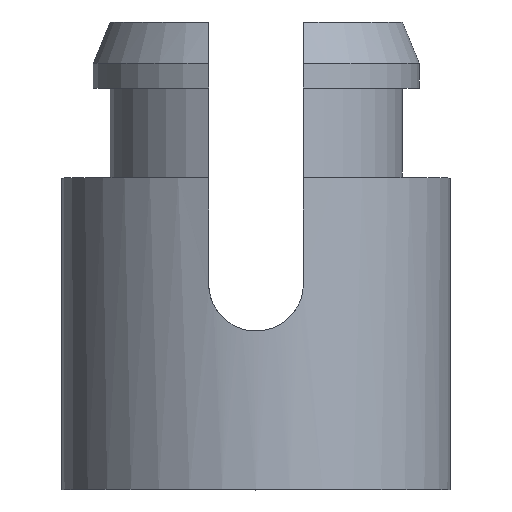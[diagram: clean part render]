
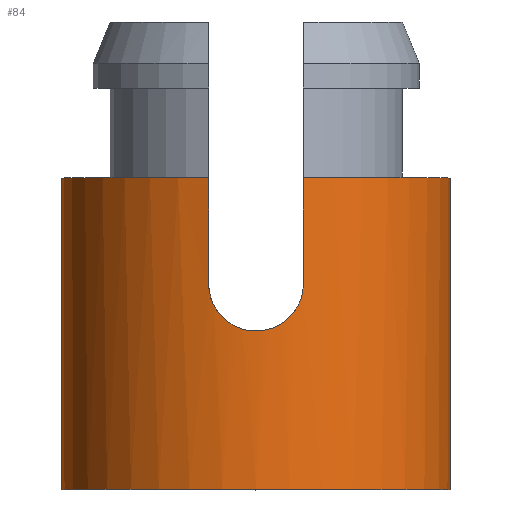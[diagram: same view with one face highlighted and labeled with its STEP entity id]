
A CAD part, top view. The second image highlights one B-rep face of the part: STEP entity #84.
In plain terms, the highlighted cylindrical face has radius 3.962 mm (diameter 7.925 mm), a partial arc.
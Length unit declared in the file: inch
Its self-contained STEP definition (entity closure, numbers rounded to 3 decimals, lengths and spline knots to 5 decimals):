
#60 = VERTEX_POINT ( 'NONE', #475 ) ;
#61 = EDGE_CURVE ( 'NONE', #60, #81, #474, .T. ) ;
#67 = ORIENTED_EDGE ( 'NONE', *, *, #61, .F. ) ;
#76 = EDGE_CURVE ( 'NONE', #79, #81, #504, .T. ) ;
#77 = EDGE_CURVE ( 'NONE', #78, #79, #500, .T. ) ;
#78 = VERTEX_POINT ( 'NONE', #495 ) ;
#79 = VERTEX_POINT ( 'NONE', #494 ) ;
#80 = ORIENTED_EDGE ( 'NONE', *, *, #76, .T. ) ;
#81 = VERTEX_POINT ( 'NONE', #493 ) ;
#82 = ORIENTED_EDGE ( 'NONE', *, *, #77, .T. ) ;
#84 = ADVANCED_FACE ( 'NONE', ( #551 ), #550, .T. ) ;
#85 = EDGE_LOOP ( 'NONE', ( #82, #80, #67, #1071, #1074, #261, #219, #137 ) ) ;
#132 = EDGE_CURVE ( 'NONE', #136, #78, #583, .T. ) ;
#135 = EDGE_CURVE ( 'NONE', #218, #136, #637, .T. ) ;
#136 = VERTEX_POINT ( 'NONE', #639 ) ;
#137 = ORIENTED_EDGE ( 'NONE', *, *, #132, .T. ) ;
#218 = VERTEX_POINT ( 'NONE', #789 ) ;
#219 = ORIENTED_EDGE ( 'NONE', *, *, #135, .T. ) ;
#220 = VERTEX_POINT ( 'NONE', #784 ) ;
#260 = EDGE_CURVE ( 'NONE', #220, #218, #844, .T. ) ;
#261 = ORIENTED_EDGE ( 'NONE', *, *, #260, .T. ) ;
#470 = DIRECTION ( 'NONE',  ( 1., 0., 0. ) ) ;
#471 = DIRECTION ( 'NONE',  ( 0., -1., 0. ) ) ;
#472 = CARTESIAN_POINT ( 'NONE',  ( 0., 0., 0. ) ) ;
#473 = AXIS2_PLACEMENT_3D ( 'NONE', #472, #471, #470 ) ;
#474 = CIRCLE ( 'NONE', #473, 0.156 ) ;
#475 = CARTESIAN_POINT ( 'NONE',  ( 0.156, 0., 0. ) ) ;
#493 = CARTESIAN_POINT ( 'NONE',  ( -0.156, 0., 0. ) ) ;
#494 = CARTESIAN_POINT ( 'NONE',  ( -0.156, 0.25, 0. ) ) ;
#495 = CARTESIAN_POINT ( 'NONE',  ( -0.038, 0.25, 0.1513 ) ) ;
#496 = DIRECTION ( 'NONE',  ( 1., 0., 0. ) ) ;
#497 = DIRECTION ( 'NONE',  ( 0., -1., 0. ) ) ;
#498 = CARTESIAN_POINT ( 'NONE',  ( 0., 0.25, 0. ) ) ;
#499 = AXIS2_PLACEMENT_3D ( 'NONE', #498, #497, #496 ) ;
#500 = CIRCLE ( 'NONE', #499, 0.156 ) ;
#501 = DIRECTION ( 'NONE',  ( 0., -1., 0. ) ) ;
#502 = VECTOR ( 'NONE', #501, 39.37008 ) ;
#503 = CARTESIAN_POINT ( 'NONE',  ( -0.156, 0., 0. ) ) ;
#504 = LINE ( 'NONE', #503, #502 ) ;
#545 = DIRECTION ( 'NONE',  ( 1., 0., 0. ) ) ;
#546 = DIRECTION ( 'NONE',  ( 0., -1., 0. ) ) ;
#547 = CARTESIAN_POINT ( 'NONE',  ( 0., 0., 0. ) ) ;
#548 = AXIS2_PLACEMENT_3D ( 'NONE', #547, #546, #545 ) ;
#550 = CYLINDRICAL_SURFACE ( 'NONE', #548, 0.156 ) ;
#551 = FACE_OUTER_BOUND ( 'NONE', #85, .T. ) ;
#583 = LINE ( 'NONE', #589, #641 ) ;
#589 = CARTESIAN_POINT ( 'NONE',  ( -0.038, 0., 0.1513 ) ) ;
#617 = CARTESIAN_POINT ( 'NONE',  ( -0.038, 0.165, 0.1513 ) ) ;
#618 = CARTESIAN_POINT ( 'NONE',  ( -0.038, 0.15492, 0.1513 ) ) ;
#619 = CARTESIAN_POINT ( 'NONE',  ( -0.0339, 0.14516, 0.15244 ) ) ;
#620 = CARTESIAN_POINT ( 'NONE',  ( -0.02334, 0.1346, 0.15429 ) ) ;
#621 = CARTESIAN_POINT ( 'NONE',  ( -0.01916, 0.1318, 0.15489 ) ) ;
#622 = CARTESIAN_POINT ( 'NONE',  ( -0.00993, 0.12798, 0.15575 ) ) ;
#623 = CARTESIAN_POINT ( 'NONE',  ( -0.00494, 0.127, 0.156 ) ) ;
#624 = CARTESIAN_POINT ( 'NONE',  ( 0.00501, 0.127, 0.156 ) ) ;
#625 = CARTESIAN_POINT ( 'NONE',  ( 0.01002, 0.12801, 0.15575 ) ) ;
#626 = CARTESIAN_POINT ( 'NONE',  ( 0.01916, 0.13181, 0.15489 ) ) ;
#627 = CARTESIAN_POINT ( 'NONE',  ( 0.02338, 0.13464, 0.15428 ) ) ;
#628 = CARTESIAN_POINT ( 'NONE',  ( 0.03036, 0.14162, 0.15306 ) ) ;
#629 = CARTESIAN_POINT ( 'NONE',  ( 0.03318, 0.14582, 0.15244 ) ) ;
#630 = CARTESIAN_POINT ( 'NONE',  ( 0.037, 0.15502, 0.15156 ) ) ;
#631 = CARTESIAN_POINT ( 'NONE',  ( 0.038, 0.15996, 0.1513 ) ) ;
#632 = CARTESIAN_POINT ( 'NONE',  ( 0.038, 0.165, 0.1513 ) ) ;
#637 = B_SPLINE_CURVE_WITH_KNOTS ( 'NONE', 3,
 ( #632, #631, #630, #629, #628, #627, #626, #625, #624, #623, #622, #621, #620, #619, #618, #617 ),
 .UNSPECIFIED., .F., .F.,
 ( 4, 2, 2, 2, 2, 2, 2, 4 ),
 ( 0., 0.00038, 0.00076, 0.00114, 0.00151, 0.00189, 0.00227, 0.00303 ),
 .UNSPECIFIED. ) ;
#639 = CARTESIAN_POINT ( 'NONE',  ( -0.038, 0.165, 0.1513 ) ) ;
#640 = DIRECTION ( 'NONE',  ( 0., 1., 0. ) ) ;
#641 = VECTOR ( 'NONE', #640, 39.37008 ) ;
#784 = CARTESIAN_POINT ( 'NONE',  ( 0.038, 0.25, 0.1513 ) ) ;
#789 = CARTESIAN_POINT ( 'NONE',  ( 0.038, 0.165, 0.1513 ) ) ;
#841 = DIRECTION ( 'NONE',  ( 0., -1., 0. ) ) ;
#842 = VECTOR ( 'NONE', #841, 39.37008 ) ;
#843 = CARTESIAN_POINT ( 'NONE',  ( 0.038, 0., 0.1513 ) ) ;
#844 = LINE ( 'NONE', #843, #842 ) ;
#960 = CARTESIAN_POINT ( 'NONE',  ( 0.156, 0.25, 0. ) ) ;
#1012 = DIRECTION ( 'NONE',  ( 1., 0., 0. ) ) ;
#1013 = DIRECTION ( 'NONE',  ( 0., -1., 0. ) ) ;
#1014 = CARTESIAN_POINT ( 'NONE',  ( 0., 0.25, 0. ) ) ;
#1015 = AXIS2_PLACEMENT_3D ( 'NONE', #1014, #1013, #1012 ) ;
#1016 = CIRCLE ( 'NONE', #1015, 0.156 ) ;
#1018 = DIRECTION ( 'NONE',  ( 0., -1., 0. ) ) ;
#1019 = VECTOR ( 'NONE', #1018, 39.37008 ) ;
#1020 = CARTESIAN_POINT ( 'NONE',  ( 0.156, 0., 0. ) ) ;
#1021 = LINE ( 'NONE', #1020, #1019 ) ;
#1070 = VERTEX_POINT ( 'NONE', #960 ) ;
#1071 = ORIENTED_EDGE ( 'NONE', *, *, #1072, .F. ) ;
#1072 = EDGE_CURVE ( 'NONE', #1070, #60, #1021, .T. ) ;
#1074 = ORIENTED_EDGE ( 'NONE', *, *, #1076, .T. ) ;
#1076 = EDGE_CURVE ( 'NONE', #1070, #220, #1016, .T. ) ;
